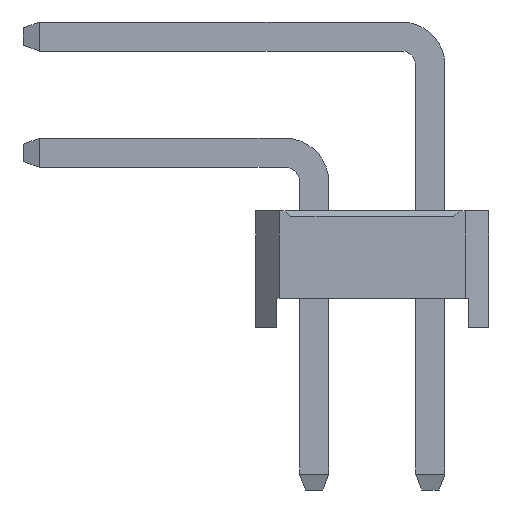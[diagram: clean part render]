
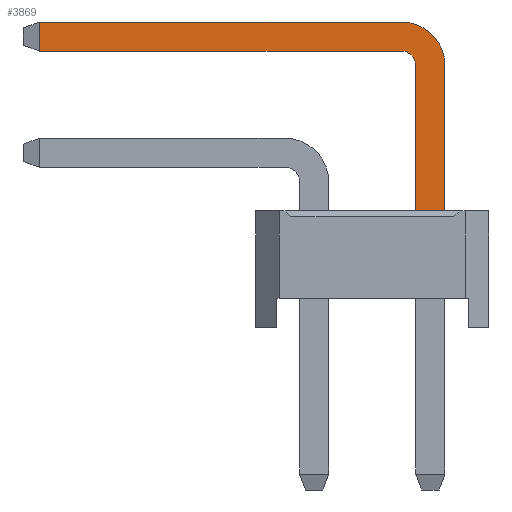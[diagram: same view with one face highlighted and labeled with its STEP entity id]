
A CAD part, left-side view. The second image highlights one B-rep face of the part: STEP entity #3869.
In plain terms, the highlighted planar face has unit normal (-1, 0, 0).
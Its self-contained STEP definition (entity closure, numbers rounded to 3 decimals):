
#3869=ADVANCED_FACE('',(#16905),#16907,.T.);
#16905=FACE_BOUND('',#16906,.T.);
#16906=EDGE_LOOP('',(#27461,#27462,#27463,#27464,#27465,#27466,#27467,#27468));
#16907=PLANE('',#16908);
#16908=AXIS2_PLACEMENT_3D('',#16909,#16910,#16911);
#16909=CARTESIAN_POINT('',(-0.25,-1.75,-2.8));
#16910=DIRECTION('',(-1.,0.,0.));
#16911=DIRECTION('',(0.,-1.,0.));
#27461=ORIENTED_EDGE('',*,*,#33959,.F.);
#27462=ORIENTED_EDGE('',*,*,#33960,.F.);
#27463=ORIENTED_EDGE('',*,*,#33961,.F.);
#27464=ORIENTED_EDGE('',*,*,#33962,.F.);
#27465=ORIENTED_EDGE('',*,*,#32325,.T.);
#27466=ORIENTED_EDGE('',*,*,#33958,.T.);
#27467=ORIENTED_EDGE('',*,*,#33963,.T.);
#27468=ORIENTED_EDGE('',*,*,#33964,.T.);
#32325=EDGE_CURVE('',#36383,#36381,#36384,.T.);
#33958=EDGE_CURVE('',#36381,#39186,#39188,.T.);
#33959=EDGE_CURVE('',#39189,#39190,#39191,.T.);
#33960=EDGE_CURVE('',#39192,#39189,#39193,.T.);
#33961=EDGE_CURVE('',#39194,#39192,#39195,.T.);
#33962=EDGE_CURVE('',#36383,#39194,#39196,.T.);
#33963=EDGE_CURVE('',#39186,#39197,#39198,.T.);
#33964=EDGE_CURVE('',#39197,#39190,#39199,.T.);
#36381=VERTEX_POINT('',#43110);
#36383=VERTEX_POINT('',#43114);
#36384=LINE('',#43115,#43116);
#39186=VERTEX_POINT('',#49287);
#39188=LINE('',#49291,#49292);
#39189=VERTEX_POINT('',#49294);
#39190=VERTEX_POINT('',#49295);
#39191=LINE('',#49296,#49297);
#39192=VERTEX_POINT('',#49299);
#39193=LINE('',#49300,#49301);
#39194=VERTEX_POINT('',#49303);
#39195=CIRCLE('',#49304,0.25);
#39196=LINE('',#49308,#49309);
#39197=VERTEX_POINT('',#49311);
#39198=CIRCLE('',#49312,0.75);
#39199=LINE('',#49316,#49317);
#43110=CARTESIAN_POINT('',(-0.25,-2.25,2.));
#43114=CARTESIAN_POINT('',(-0.25,-1.75,2.));
#43115=CARTESIAN_POINT('',(-0.25,-1.75,2.));
#43116=VECTOR('',#43117,1.);
#43117=DIRECTION('',(0.,-1.,0.));
#49287=CARTESIAN_POINT('',(-0.25,-2.25,4.5));
#49291=CARTESIAN_POINT('',(-0.25,-2.25,2.));
#49292=VECTOR('',#49293,1.);
#49293=DIRECTION('',(0.,0.,1.));
#49294=CARTESIAN_POINT('',(-0.25,4.725,4.75));
#49295=CARTESIAN_POINT('',(-0.25,4.725,5.25));
#49296=CARTESIAN_POINT('',(-0.25,4.725,4.75));
#49297=VECTOR('',#49298,1.);
#49298=DIRECTION('',(0.,0.,1.));
#49299=CARTESIAN_POINT('',(-0.25,-1.5,4.75));
#49300=CARTESIAN_POINT('',(-0.25,-1.5,4.75));
#49301=VECTOR('',#49302,1.);
#49302=DIRECTION('',(0.,1.,0.));
#49303=CARTESIAN_POINT('',(-0.25,-1.75,4.5));
#49304=AXIS2_PLACEMENT_3D('',#49305,#49306,#49307);
#49305=CARTESIAN_POINT('',(-0.25,-1.5,4.5));
#49306=DIRECTION('',(-1.,-0.,0.));
#49307=DIRECTION('',(0.,-1.,0.));
#49308=CARTESIAN_POINT('',(-0.25,-1.75,2.));
#49309=VECTOR('',#49310,1.);
#49310=DIRECTION('',(0.,0.,1.));
#49311=CARTESIAN_POINT('',(-0.25,-1.5,5.25));
#49312=AXIS2_PLACEMENT_3D('',#49313,#49314,#49315);
#49313=CARTESIAN_POINT('',(-0.25,-1.5,4.5));
#49314=DIRECTION('',(-1.,-0.,0.));
#49315=DIRECTION('',(0.,-1.,0.));
#49316=CARTESIAN_POINT('',(-0.25,-1.5,5.25));
#49317=VECTOR('',#49318,1.);
#49318=DIRECTION('',(0.,1.,0.));
